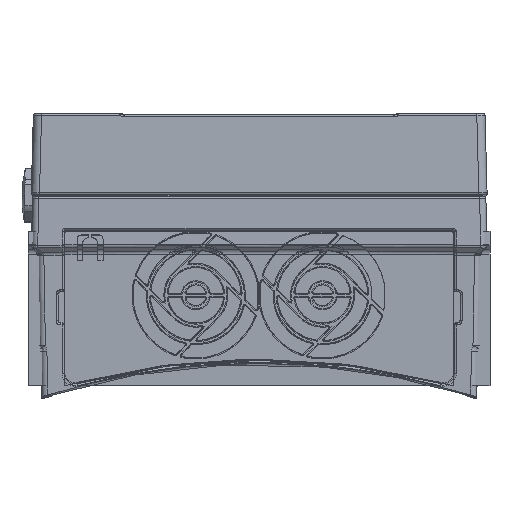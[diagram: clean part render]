
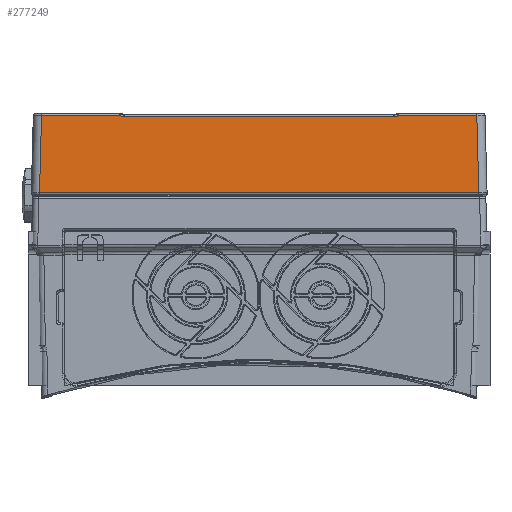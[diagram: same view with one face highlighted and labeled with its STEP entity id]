
A CAD part, top view. The second image highlights one B-rep face of the part: STEP entity #277249.
In plain terms, the highlighted planar face has unit normal (0, 0.026, 1).
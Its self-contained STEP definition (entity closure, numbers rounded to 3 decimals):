
#117949=DIRECTION('',(-1.,0.,0.));
#117950=VECTOR('',#117949,38.059);
#117951=CARTESIAN_POINT('',(105.595,118.631,
319.894));
#117952=LINE('',#117951,#117950);
#119171=DIRECTION('',(1.,0.,0.));
#119172=VECTOR('',#119171,213.149);
#119173=CARTESIAN_POINT('',(-106.574,81.226,
320.873));
#119174=LINE('',#119173,#119172);
#119193=DIRECTION('',(0.026,0.999,-0.026));
#119194=VECTOR('',#119193,37.431);
#119195=CARTESIAN_POINT('',(-106.574,81.226,
320.873));
#119196=LINE('',#119195,#119194);
#119200=CARTESIAN_POINT('',(-67.536,118.631,
319.894));
#119201=CARTESIAN_POINT('',(-67.526,118.631,
319.894));
#119202=CARTESIAN_POINT('',(-67.506,118.63,
319.894));
#119203=CARTESIAN_POINT('',(-67.477,118.626,
319.894));
#119204=CARTESIAN_POINT('',(-67.449,118.619,
319.894));
#119205=CARTESIAN_POINT('',(-67.421,118.609,
319.894));
#119206=CARTESIAN_POINT('',(-67.395,118.597,
319.895));
#119207=CARTESIAN_POINT('',(-67.378,118.587,
319.895));
#119208=CARTESIAN_POINT('',(-67.37,118.581,
319.895));
#119213=CARTESIAN_POINT('',(-67.37,118.581,
319.895));
#119214=CARTESIAN_POINT('',(-67.326,118.552,
319.896));
#119215=CARTESIAN_POINT('',(-67.236,118.497,
319.897));
#119216=CARTESIAN_POINT('',(-67.097,118.421,
319.899));
#119217=CARTESIAN_POINT('',(-66.954,118.354,
319.901));
#119218=CARTESIAN_POINT('',(-66.807,118.295,
319.902));
#119219=CARTESIAN_POINT('',(-66.657,118.245,
319.904));
#119220=CARTESIAN_POINT('',(-66.505,118.204,
319.905));
#119221=CARTESIAN_POINT('',(-66.35,118.172,
319.906));
#119222=CARTESIAN_POINT('',(-66.193,118.148,
319.906));
#119223=CARTESIAN_POINT('',(-66.036,118.135,
319.907));
#119224=CARTESIAN_POINT('',(-65.93,118.131,
319.907));
#119225=CARTESIAN_POINT('',(-65.877,118.131,
319.907));
#119230=CARTESIAN_POINT('',(65.877,118.131,
319.907));
#119231=CARTESIAN_POINT('',(65.93,118.131,
319.907));
#119232=CARTESIAN_POINT('',(66.036,118.135,
319.907));
#119233=CARTESIAN_POINT('',(66.193,118.148,
319.906));
#119234=CARTESIAN_POINT('',(66.35,118.172,
319.906));
#119235=CARTESIAN_POINT('',(66.505,118.204,
319.905));
#119236=CARTESIAN_POINT('',(66.657,118.245,
319.904));
#119237=CARTESIAN_POINT('',(66.807,118.295,
319.902));
#119238=CARTESIAN_POINT('',(66.954,118.354,
319.901));
#119239=CARTESIAN_POINT('',(67.097,118.421,
319.899));
#119240=CARTESIAN_POINT('',(67.236,118.497,
319.897));
#119241=CARTESIAN_POINT('',(67.326,118.552,
319.896));
#119242=CARTESIAN_POINT('',(67.37,118.581,
319.895));
#119247=CARTESIAN_POINT('',(67.536,118.332,
319.901));
#119248=DIRECTION('',(0.,-0.026,
-1.));
#119249=DIRECTION('',(-0.553,0.833,-0.022));
#119250=AXIS2_PLACEMENT_3D('',#119247,#119248,#119249);
#119255=DIRECTION('',(0.026,-0.999,0.026));
#119256=VECTOR('',#119255,37.431);
#119257=CARTESIAN_POINT('',(105.595,118.631,
319.894));
#119258=LINE('',#119257,#119256);
#119262=DIRECTION('',(-1.,0.,
0.));
#119263=VECTOR('',#119262,38.059);
#119264=CARTESIAN_POINT('',(-67.536,118.631,
319.894));
#119265=LINE('',#119264,#119263);
#119438=DIRECTION('',(-1.,0.,0.));
#119439=VECTOR('',#119438,131.755);
#119440=CARTESIAN_POINT('',(65.877,118.131,
319.907));
#119441=LINE('',#119440,#119439);
#119475=CARTESIAN_POINT('',(106.574,81.226,
320.873));
#148443=VERTEX_POINT('',#119475);
#148444=CARTESIAN_POINT('',(105.595,118.631,
319.894));
#148445=VERTEX_POINT('',#148444);
#148446=CARTESIAN_POINT('',(-106.574,81.226,
320.873));
#148447=VERTEX_POINT('',#148446);
#148448=CARTESIAN_POINT('',(-105.595,118.631,
319.894));
#148449=VERTEX_POINT('',#148448);
#148450=CARTESIAN_POINT('',(-67.536,118.631,
319.894));
#148451=VERTEX_POINT('',#148450);
#148452=VERTEX_POINT('',#119208);
#148453=VERTEX_POINT('',#119225);
#148454=CARTESIAN_POINT('',(65.877,118.131,
319.907));
#148455=VERTEX_POINT('',#148454);
#148456=VERTEX_POINT('',#119242);
#148457=CARTESIAN_POINT('',(67.536,118.631,
319.894));
#148458=VERTEX_POINT('',#148457);
#277227=CARTESIAN_POINT('',(-115.31,80.2,320.9));
#277228=DIRECTION('',(0.,0.026,1.));
#277229=DIRECTION('',(-1.,0.,0.));
#277230=AXIS2_PLACEMENT_3D('',#277227,#277228,#277229);
#277231=PLANE('',#277230);
#277232=ORIENTED_EDGE('',*,*,#277218,.F.);
#277233=ORIENTED_EDGE('',*,*,#277194,.T.);
#277235=ORIENTED_EDGE('',*,*,#277234,.F.);
#277237=ORIENTED_EDGE('',*,*,#277236,.T.);
#277239=ORIENTED_EDGE('',*,*,#277238,.T.);
#277241=ORIENTED_EDGE('',*,*,#277240,.F.);
#277242=ORIENTED_EDGE('',*,*,#276246,.T.);
#277243=ORIENTED_EDGE('',*,*,#276273,.T.);
#277244=ORIENTED_EDGE('',*,*,#276288,.F.);
#277246=ORIENTED_EDGE('',*,*,#277245,.T.);
#277247=EDGE_LOOP('',(#277232,#277233,#277235,#277237,#277239,#277241,#277242,
#277243,#277244,#277246));
#277248=FACE_OUTER_BOUND('',#277247,.F.);
#277249=ADVANCED_FACE('',(#277248),#277231,.T.);
#119209=B_SPLINE_CURVE_WITH_KNOTS('',3,(#119200,#119201,#119202,#119203,#119204,
#119205,#119206,#119207,#119208),.UNSPECIFIED.,.F.,.F.,(4,1,1,1,1,1,4),(0.,
0.167,0.333,0.5,0.667,0.833,
1.),.UNSPECIFIED.);
#119226=B_SPLINE_CURVE_WITH_KNOTS('',3,(#119213,#119214,#119215,#119216,#119217,
#119218,#119219,#119220,#119221,#119222,#119223,#119224,#119225),.UNSPECIFIED.,
.F.,.F.,(4,1,1,1,1,1,1,1,1,1,4),(0.,0.1,0.2,0.3,0.4,0.5,0.6,0.7,
0.8,0.9,1.),.UNSPECIFIED.);
#119243=B_SPLINE_CURVE_WITH_KNOTS('',3,(#119230,#119231,#119232,#119233,#119234,
#119235,#119236,#119237,#119238,#119239,#119240,#119241,#119242),.UNSPECIFIED.,
.F.,.F.,(4,1,1,1,1,1,1,1,1,1,4),(0.,0.1,0.2,0.3,0.4,0.5,0.6,0.7,
0.8,0.9,1.),.UNSPECIFIED.);
#119251=CIRCLE('',#119250,0.3);
#276246=EDGE_CURVE('',#148455,#148456,#119243,.T.);
#276273=EDGE_CURVE('',#148456,#148458,#119251,.T.);
#276288=EDGE_CURVE('',#148445,#148458,#117952,.T.);
#277194=EDGE_CURVE('',#148447,#148449,#119196,.T.);
#277218=EDGE_CURVE('',#148447,#148443,#119174,.T.);
#277234=EDGE_CURVE('',#148451,#148449,#119265,.T.);
#277236=EDGE_CURVE('',#148451,#148452,#119209,.T.);
#277238=EDGE_CURVE('',#148452,#148453,#119226,.T.);
#277240=EDGE_CURVE('',#148455,#148453,#119441,.T.);
#277245=EDGE_CURVE('',#148445,#148443,#119258,.T.);
